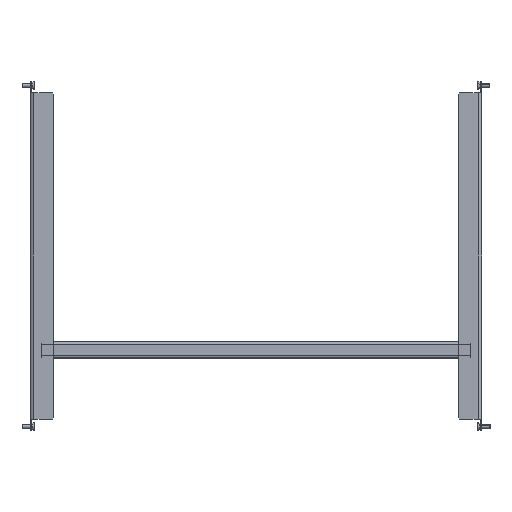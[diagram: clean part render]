
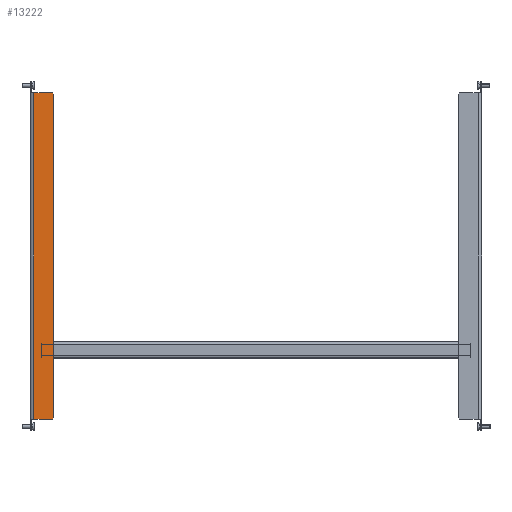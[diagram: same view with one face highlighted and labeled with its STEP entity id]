
A CAD part, front view. The second image highlights one B-rep face of the part: STEP entity #13222.
In plain terms, the highlighted planar face has unit normal (0, -1, 0).
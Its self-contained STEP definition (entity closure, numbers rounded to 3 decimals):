
#92 = ORIENTED_EDGE ( 'NONE', *, *, #2977, .F. ) ;
#104 = CARTESIAN_POINT ( 'NONE',  ( 36., 0., -262. ) ) ;
#470 = EDGE_LOOP ( 'NONE', ( #92, #5600, #5827, #694, #7818, #6013 ) ) ;
#651 = VERTEX_POINT ( 'NONE', #11740 ) ;
#694 = ORIENTED_EDGE ( 'NONE', *, *, #10484, .T. ) ;
#860 = DIRECTION ( 'NONE',  ( 0., 0., -1. ) ) ;
#922 = LINE ( 'NONE', #10641, #5981 ) ;
#1524 = CARTESIAN_POINT ( 'NONE',  ( 38., 0., 262. ) ) ;
#1736 = DIRECTION ( 'NONE',  ( -0.707, 0., 0.707 ) ) ;
#2783 = VECTOR ( 'NONE', #7457, 1000. ) ;
#2977 = EDGE_CURVE ( 'NONE', #3412, #5705, #8656, .T. ) ;
#3412 = VERTEX_POINT ( 'NONE', #104 ) ;
#3463 = DIRECTION ( 'NONE',  ( 0., 0., 1. ) ) ;
#4585 = DIRECTION ( 'NONE',  ( 0., 1., 0. ) ) ;
#4646 = LINE ( 'NONE', #1524, #8047 ) ;
#4717 = EDGE_CURVE ( 'NONE', #5239, #5334, #922, .T. ) ;
#4784 = CARTESIAN_POINT ( 'NONE',  ( 0., 0., 280. ) ) ;
#4915 = LINE ( 'NONE', #11373, #8797 ) ;
#5239 = VERTEX_POINT ( 'NONE', #9768 ) ;
#5334 = VERTEX_POINT ( 'NONE', #5765 ) ;
#5600 = ORIENTED_EDGE ( 'NONE', *, *, #12558, .T. ) ;
#5645 = FACE_OUTER_BOUND ( 'NONE', #470, .T. ) ;
#5705 = VERTEX_POINT ( 'NONE', #10226 ) ;
#5765 = CARTESIAN_POINT ( 'NONE',  ( 38., 0., -260. ) ) ;
#5827 = ORIENTED_EDGE ( 'NONE', *, *, #4717, .F. ) ;
#5841 = DIRECTION ( 'NONE',  ( -1., 0., 0. ) ) ;
#5981 = VECTOR ( 'NONE', #9505, 1000. ) ;
#6013 = ORIENTED_EDGE ( 'NONE', *, *, #7628, .T. ) ;
#7132 = CARTESIAN_POINT ( 'NONE',  ( 38., 0., 260. ) ) ;
#7371 = VECTOR ( 'NONE', #1736, 1000. ) ;
#7457 = DIRECTION ( 'NONE',  ( -1., 0., 0. ) ) ;
#7593 = CARTESIAN_POINT ( 'NONE',  ( 36., 0., 262. ) ) ;
#7628 = EDGE_CURVE ( 'NONE', #651, #5705, #8309, .T. ) ;
#7818 = ORIENTED_EDGE ( 'NONE', *, *, #10350, .T. ) ;
#8047 = VECTOR ( 'NONE', #5841, 1000. ) ;
#8309 = LINE ( 'NONE', #11501, #13912 ) ;
#8656 = LINE ( 'NONE', #13128, #2783 ) ;
#8797 = VECTOR ( 'NONE', #12508, 1000. ) ;
#9505 = DIRECTION ( 'NONE',  ( 0., 0., -1. ) ) ;
#9768 = CARTESIAN_POINT ( 'NONE',  ( 38., 0., 260. ) ) ;
#10191 = PLANE ( 'NONE',  #11762 ) ;
#10226 = CARTESIAN_POINT ( 'NONE',  ( 6., 0., -262. ) ) ;
#10350 = EDGE_CURVE ( 'NONE', #13123, #651, #4646, .T. ) ;
#10484 = EDGE_CURVE ( 'NONE', #5239, #13123, #12454, .T. ) ;
#10641 = CARTESIAN_POINT ( 'NONE',  ( 38., 0., 280. ) ) ;
#11373 = CARTESIAN_POINT ( 'NONE',  ( 38., 0., -260. ) ) ;
#11501 = CARTESIAN_POINT ( 'NONE',  ( 6., 0., 280. ) ) ;
#11740 = CARTESIAN_POINT ( 'NONE',  ( 6., 0., 262. ) ) ;
#11762 = AXIS2_PLACEMENT_3D ( 'NONE', #4784, #4585, #3463 ) ;
#12454 = LINE ( 'NONE', #7132, #7371 ) ;
#12508 = DIRECTION ( 'NONE',  ( 0.707, 0., 0.707 ) ) ;
#12558 = EDGE_CURVE ( 'NONE', #3412, #5334, #4915, .T. ) ;
#13123 = VERTEX_POINT ( 'NONE', #7593 ) ;
#13128 = CARTESIAN_POINT ( 'NONE',  ( 38., 0., -262. ) ) ;
#13222 = ADVANCED_FACE ( 'NONE', ( #5645 ), #10191, .F. ) ;
#13912 = VECTOR ( 'NONE', #860, 1000. ) ;
